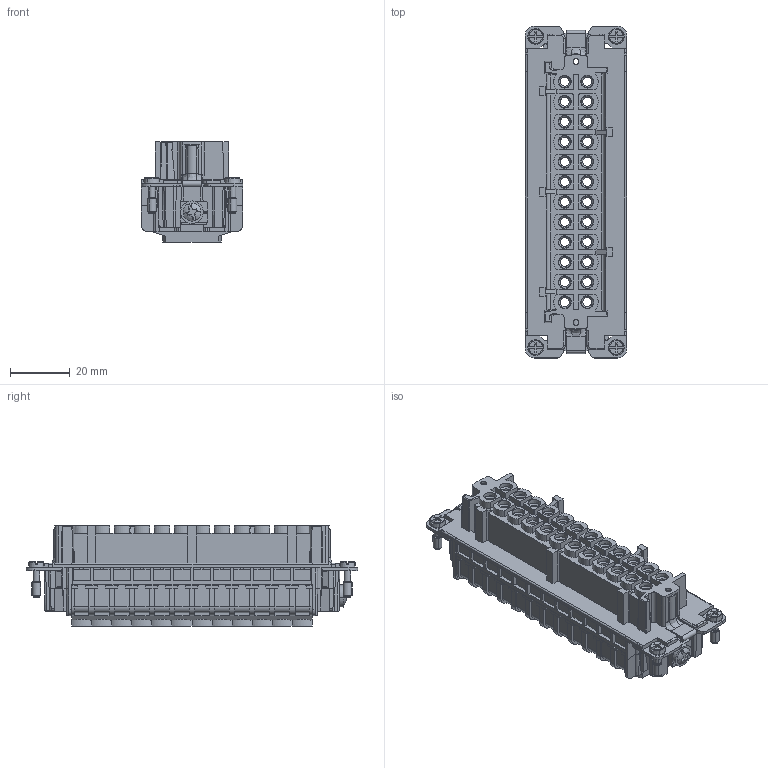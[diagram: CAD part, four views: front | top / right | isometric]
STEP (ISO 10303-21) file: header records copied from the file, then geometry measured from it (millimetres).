
FILE_DESCRIPTION(('CATIA V5 STEP Exchange','CAx-IF Rec.Pracs.--- Model Styling and Organization---1.4--- 2014-01-23'),'2;1');
FILE_NAME ('13502496_3', '2019-08-21T19:42:45+00:00', ('none'), ('Weidmueller'), 'CATIA Version 5-6 Release 2016 SP3 HF44', 'CATIA V5 STEP AP214', 'none');
FILE_SCHEMA(('AUTOMOTIVE_DESIGN { 1 0 10303 214 1 1 1 1 }'));
Products named in the file (1): 1226600000
Bounding box: 34 x 111 x 33.5 mm (x, y, z)
Volume: 44187.2 mm3; surface area: 57372.5 mm2
Topology: 1 solids, 1 shells, 3776 faces, 11656 edges, 7875 vertices
Faces by surface type: plane 2543, cylinder 769, cone 360, torus 44, bspline 26, sphere 16, extrusion 10, revolution 8
Entity records: 124030 total; most frequent: CARTESIAN_POINT 29493, ORIENTED_EDGE 23288, DIRECTION 14115, EDGE_CURVE 11644, VECTOR 8689, LINE 8679, VERTEX_POINT 7875, EDGE_LOOP 3995
